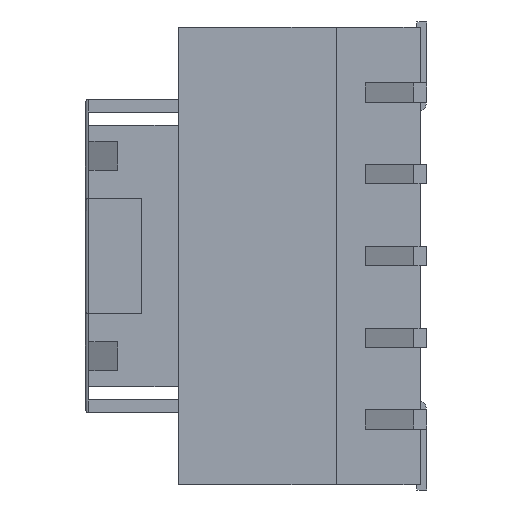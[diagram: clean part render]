
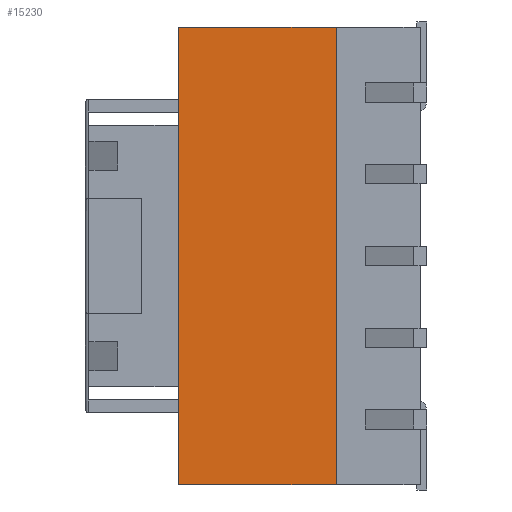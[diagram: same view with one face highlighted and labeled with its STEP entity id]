
A CAD part, left-side view. The second image highlights one B-rep face of the part: STEP entity #15230.
In plain terms, the highlighted planar face has unit normal (-1, 0, 0).
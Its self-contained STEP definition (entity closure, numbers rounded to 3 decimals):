
#620 = ORIENTED_EDGE ( 'NONE', *, *, #18022, .F. ) ;
#1017 = ORIENTED_EDGE ( 'NONE', *, *, #14012, .F. ) ;
#1176 = DIRECTION ( 'NONE',  ( 0., 1., 0. ) ) ;
#2740 = CARTESIAN_POINT ( 'NONE',  ( -6.73, 7.51, -7.11 ) ) ;
#2942 = EDGE_LOOP ( 'NONE', ( #620, #1017, #9351, #7614 ) ) ;
#3250 = DIRECTION ( 'NONE',  ( 1., 0., 0. ) ) ;
#4859 = EDGE_CURVE ( 'NONE', #13678, #18070, #9449, .T. ) ;
#5470 = CARTESIAN_POINT ( 'NONE',  ( -6.73, 2.61, -7.11 ) ) ;
#5728 = CARTESIAN_POINT ( 'NONE',  ( -6.73, 7.51, -7.11 ) ) ;
#6132 = CARTESIAN_POINT ( 'NONE',  ( -6.73, 2.61, 0. ) ) ;
#6684 = VECTOR ( 'NONE', #7411, 1000. ) ;
#6806 = PLANE ( 'NONE',  #8710 ) ;
#7411 = DIRECTION ( 'NONE',  ( 0., -1., 0. ) ) ;
#7614 = ORIENTED_EDGE ( 'NONE', *, *, #4859, .F. ) ;
#8651 = VERTEX_POINT ( 'NONE', #15939 ) ;
#8710 = AXIS2_PLACEMENT_3D ( 'NONE', #20118, #3250, #16960 ) ;
#9351 = ORIENTED_EDGE ( 'NONE', *, *, #15945, .F. ) ;
#9449 = LINE ( 'NONE', #6132, #13176 ) ;
#12464 = DIRECTION ( 'NONE',  ( 0., 0., 1. ) ) ;
#13176 = VECTOR ( 'NONE', #21214, 1000. ) ;
#13528 = FACE_OUTER_BOUND ( 'NONE', #2942, .T. ) ;
#13678 = VERTEX_POINT ( 'NONE', #19990 ) ;
#14012 = EDGE_CURVE ( 'NONE', #8651, #15434, #20822, .T. ) ;
#14673 = LINE ( 'NONE', #2740, #18618 ) ;
#15230 = ADVANCED_FACE ( 'NONE', ( #13528 ), #6806, .F. ) ;
#15434 = VERTEX_POINT ( 'NONE', #16291 ) ;
#15939 = CARTESIAN_POINT ( 'NONE',  ( -6.73, 7.51, -7.11 ) ) ;
#15945 = EDGE_CURVE ( 'NONE', #18070, #8651, #14673, .T. ) ;
#16291 = CARTESIAN_POINT ( 'NONE',  ( -6.73, 7.51, 7.11 ) ) ;
#16960 = DIRECTION ( 'NONE',  ( 0., 0., -1. ) ) ;
#17670 = LINE ( 'NONE', #19082, #6684 ) ;
#18022 = EDGE_CURVE ( 'NONE', #15434, #13678, #17670, .T. ) ;
#18070 = VERTEX_POINT ( 'NONE', #5470 ) ;
#18618 = VECTOR ( 'NONE', #1176, 1000. ) ;
#19082 = CARTESIAN_POINT ( 'NONE',  ( -6.73, 7.51, 7.11 ) ) ;
#19990 = CARTESIAN_POINT ( 'NONE',  ( -6.73, 2.61, 7.11 ) ) ;
#20118 = CARTESIAN_POINT ( 'NONE',  ( -6.73, 7.51, -7.11 ) ) ;
#20682 = VECTOR ( 'NONE', #12464, 1000. ) ;
#20822 = LINE ( 'NONE', #5728, #20682 ) ;
#21214 = DIRECTION ( 'NONE',  ( 0., 0., -1. ) ) ;
